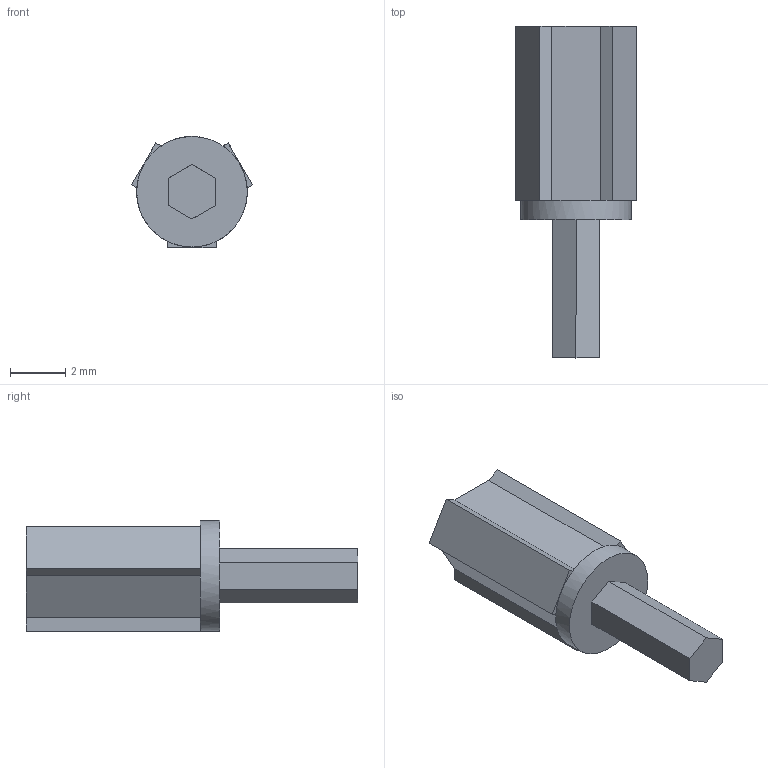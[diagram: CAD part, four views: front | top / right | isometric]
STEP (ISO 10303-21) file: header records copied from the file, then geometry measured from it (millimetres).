
FILE_DESCRIPTION(('HOOPS Exchange Step'),'2;1');
FILE_NAME('shaft.stp','2024-11-09T09:23:49+09:00',('hayashi'),('Unknown organisation'),'HOOPS Exchange 2023.2','HOOPS Exchange','Unknown authorisation');
FILE_SCHEMA( ('AP203_CONFIGURATION_CONTROLLED_3D_DESIGN_OF_MECHANICAL_PARTS_AND_ASSEMBLIES_MIM_LF') );
Length unit declared in the file: millimetre
Products named in the file (1): Solid 1245
Bounding box: 4.37 x 12 x 4.02 mm (x, y, z)
Volume: 88 mm3; surface area: 149.3 mm2
Topology: 1 solids, 1 shells, 28 faces, 70 edges, 45 vertices
Faces by surface type: plane 27, cylinder 1
Full cylindrical faces by diameter (mm): 4 x1
Entity records: 840 total; most frequent: CARTESIAN_POINT 144, ORIENTED_EDGE 140, DIRECTION 137, EDGE_CURVE 70, VECTOR 61, LINE 61, VERTEX_POINT 45, AXIS2_PLACEMENT_3D 38
